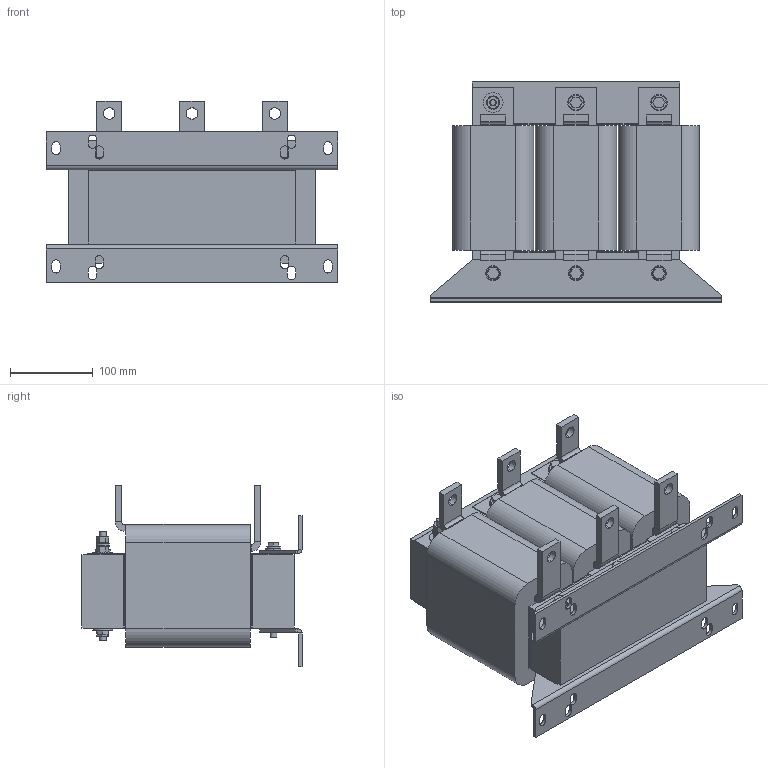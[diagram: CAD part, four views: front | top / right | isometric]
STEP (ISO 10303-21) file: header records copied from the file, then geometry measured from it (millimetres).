
FILE_DESCRIPTION (( 'STEP AP214' ), '1' );
FILE_NAME ('220184.STEP', '2020-06-10T10:57:16', ( '' ), ( '' ), 'SwSTEP 2.0', 'SolidWorks 2018', '' );
FILE_SCHEMA (( 'AUTOMOTIVE_DESIGN' ));
Length unit declared in the file: millimetre
Products named in the file (1): 220184
Bounding box: 352 x 265.5 x 219.5 mm (x, y, z)
Volume: 9034093 mm3; surface area: 540744.4 mm2
Topology: 1 solids, 1 shells, 507 faces, 1244 edges, 770 vertices
Faces by surface type: plane 361, cylinder 134, cone 12
Entity records: 14818 total; most frequent: DIRECTION 2574, CARTESIAN_POINT 2522, ORIENTED_EDGE 2488, EDGE_CURVE 1244, VECTOR 930, LINE 930, AXIS2_PLACEMENT_3D 822, VERTEX_POINT 770
